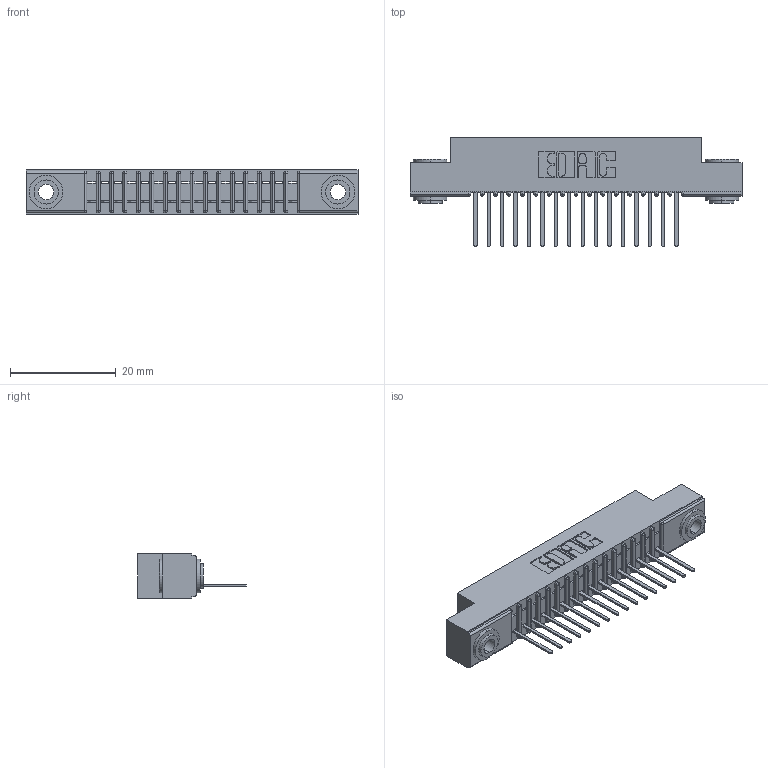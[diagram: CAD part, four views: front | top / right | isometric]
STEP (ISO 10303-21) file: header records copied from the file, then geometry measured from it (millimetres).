
FILE_DESCRIPTION (( 'STEP AP203' ), '1' );
FILE_NAME ('341-016-522-103.STEP', '2018-08-06T15:42:00', ( '' ), ( '' ), 'SwSTEP 2.0', 'SolidWorks 2016', '' );
FILE_SCHEMA (( 'CONFIG_CONTROL_DESIGN' ));
Length unit declared in the file: inch
Products named in the file (4): 341-016-522-103; 341 Part_.156 (3.96) Dia Mounting Holes; 341-292-001_341-292-122; 345-250-002_345-250-002-102
Assembly tree (19 placements, depth 2):
  341-016-522-103
    341 Part_.156 (3.96) Dia Mounting Holes
    341-292-001_341-292-122  x16
    345-250-002_345-250-002-102  x2
Bounding box: 62.87 x 20.62 x 8.38 mm (x, y, z)
Volume: 3504.1 mm3; surface area: 6547.7 mm2
Topology: 19 solids, 19 shells, 1480 faces, 4220 edges, 2710 vertices
Faces by surface type: plane 908, cylinder 500, sphere 34, torus 30, cone 8
Entity records: 23380 total; most frequent: CARTESIAN_POINT 3937, ORIENTED_EDGE 3916, DIRECTION 3838, EDGE_CURVE 1958, LINE 1544, VECTOR 1544, VERTEX_POINT 1246, AXIS2_PLACEMENT_3D 1147
